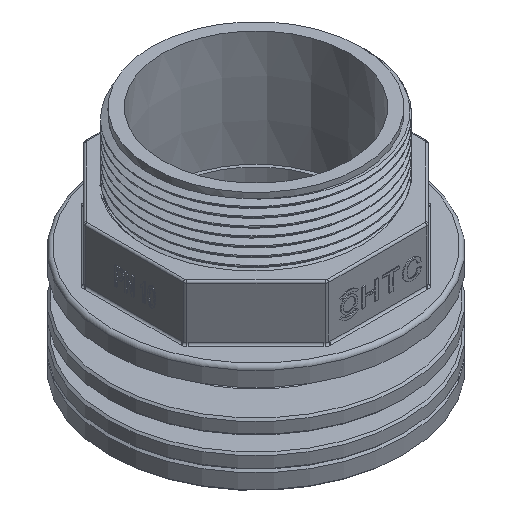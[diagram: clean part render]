
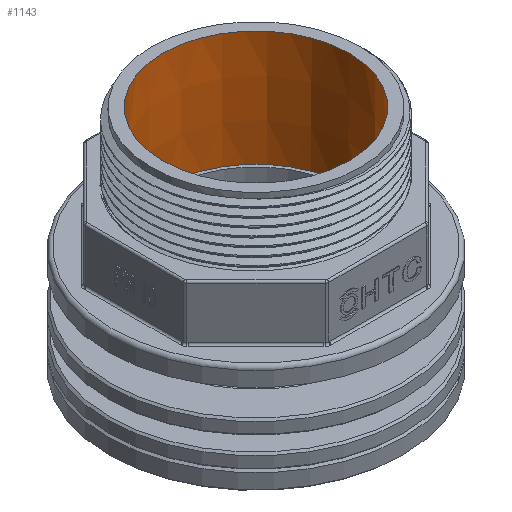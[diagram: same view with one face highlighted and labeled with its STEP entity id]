
A CAD part, isometric view. The second image highlights one B-rep face of the part: STEP entity #1143.
In plain terms, the highlighted conical face has half-angle 0.647 degrees and reference radius 24.9 mm.
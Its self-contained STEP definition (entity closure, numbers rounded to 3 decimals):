
#756=CONICAL_SURFACE('',#4880,24.9,0.647);
#1143=ADVANCED_FACE('',(#1840,#1841),#756,.F.);
#1840=FACE_BOUND('',#1933,.T.);
#1841=FACE_BOUND('',#1934,.T.);
#1933=EDGE_LOOP('',(#2279));
#1934=EDGE_LOOP('',(#2280));
#2279=ORIENTED_EDGE('',*,*,#4067,.T.);
#2280=ORIENTED_EDGE('',*,*,#4075,.T.);
#3614=VERTEX_POINT('',#12013);
#3620=VERTEX_POINT('',#12032);
#4067=EDGE_CURVE('',#3614,#3614,#4737,.T.);
#4075=EDGE_CURVE('',#3620,#3620,#4745,.T.);
#4737=CIRCLE('',#4865,25.25);
#4745=CIRCLE('',#4878,24.9);
#4865=AXIS2_PLACEMENT_3D('',#12012,#5197,#5198);
#4878=AXIS2_PLACEMENT_3D('',#12031,#5223,#5224);
#4880=AXIS2_PLACEMENT_3D('',#12034,#5227,#5228);
#5197=DIRECTION('',(0.,0.,1.));
#5198=DIRECTION('',(1.,0.,0.));
#5223=DIRECTION('',(0.,0.,-1.));
#5224=DIRECTION('',(1.,0.,0.));
#5227=DIRECTION('',(0.,0.,1.));
#5228=DIRECTION('',(1.,0.,0.));
#12012=CARTESIAN_POINT('',(402.,0.,62.));
#12013=CARTESIAN_POINT('',(427.25,0.,62.));
#12031=CARTESIAN_POINT('',(402.,0.,31.));
#12032=CARTESIAN_POINT('',(426.9,0.,31.));
#12034=CARTESIAN_POINT('',(402.,0.,31.));
